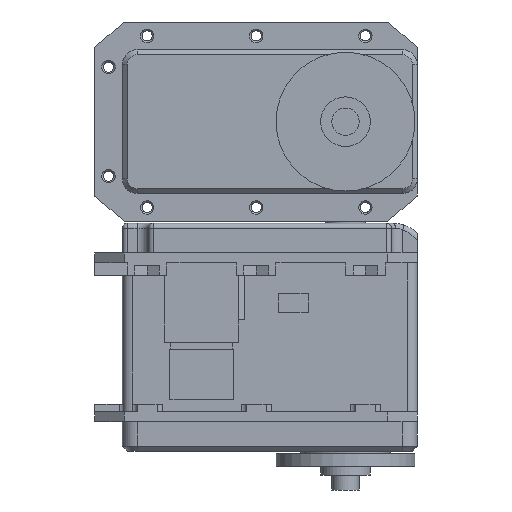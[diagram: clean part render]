
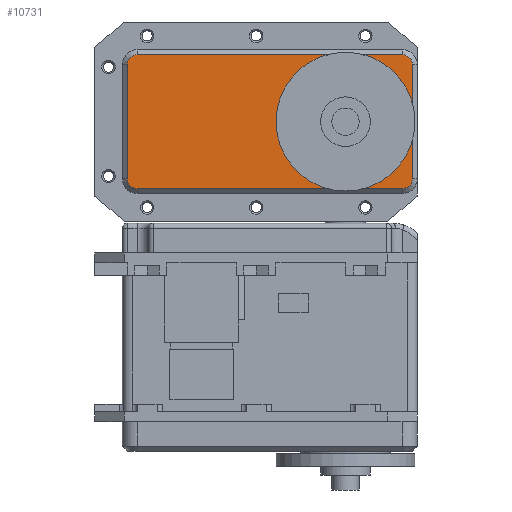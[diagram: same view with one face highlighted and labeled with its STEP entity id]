
A CAD part, front view. The second image highlights one B-rep face of the part: STEP entity #10731.
In plain terms, the highlighted face is planar.
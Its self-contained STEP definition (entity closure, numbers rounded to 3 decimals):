
#227=FACE_BOUND('',#900,.T.);
#309=FACE_OUTER_BOUND('',#899,.T.);
#899=EDGE_LOOP('',(#7093,#7094,#7095,#7096,#7097,#7098,#7099,#7100));
#900=EDGE_LOOP('',(#7101,#7102));
#1571=LINE('',#15448,#2819);
#1572=LINE('',#15452,#2820);
#1573=LINE('',#15456,#2821);
#1574=LINE('',#15459,#2822);
#2819=VECTOR('',#12303,23.);
#2820=VECTOR('',#12306,53.5);
#2821=VECTOR('',#12309,23.);
#2822=VECTOR('',#12312,53.5);
#4067=CIRCLE('',#11349,2.);
#4068=CIRCLE('',#11350,2.);
#4069=CIRCLE('',#11351,2.);
#4070=CIRCLE('',#11352,2.);
#4071=CIRCLE('',#11353,9.);
#4072=CIRCLE('',#11354,9.);
#4425=VERTEX_POINT('',#15444);
#4426=VERTEX_POINT('',#15445);
#4427=VERTEX_POINT('',#15447);
#4428=VERTEX_POINT('',#15449);
#4429=VERTEX_POINT('',#15451);
#4430=VERTEX_POINT('',#15453);
#4431=VERTEX_POINT('',#15455);
#4432=VERTEX_POINT('',#15457);
#4433=VERTEX_POINT('',#15460);
#4434=VERTEX_POINT('',#15461);
#5475=EDGE_CURVE('',#4425,#4426,#4067,.T.);
#5476=EDGE_CURVE('',#4426,#4427,#1571,.T.);
#5477=EDGE_CURVE('',#4427,#4428,#4068,.T.);
#5478=EDGE_CURVE('',#4428,#4429,#1572,.T.);
#5479=EDGE_CURVE('',#4429,#4430,#4069,.T.);
#5480=EDGE_CURVE('',#4430,#4431,#1573,.T.);
#5481=EDGE_CURVE('',#4431,#4432,#4070,.T.);
#5482=EDGE_CURVE('',#4432,#4425,#1574,.T.);
#5483=EDGE_CURVE('',#4433,#4434,#4071,.T.);
#5484=EDGE_CURVE('',#4434,#4433,#4072,.T.);
#7093=ORIENTED_EDGE('',*,*,#5475,.T.);
#7094=ORIENTED_EDGE('',*,*,#5476,.T.);
#7095=ORIENTED_EDGE('',*,*,#5477,.T.);
#7096=ORIENTED_EDGE('',*,*,#5478,.T.);
#7097=ORIENTED_EDGE('',*,*,#5479,.T.);
#7098=ORIENTED_EDGE('',*,*,#5480,.T.);
#7099=ORIENTED_EDGE('',*,*,#5481,.T.);
#7100=ORIENTED_EDGE('',*,*,#5482,.T.);
#7101=ORIENTED_EDGE('',*,*,#5483,.F.);
#7102=ORIENTED_EDGE('',*,*,#5484,.F.);
#10329=PLANE('',#11348);
#10731=ADVANCED_FACE('',(#309,#227),#10329,.T.);
#11348=AXIS2_PLACEMENT_3D('',#15443,#12299,#12300);
#11349=AXIS2_PLACEMENT_3D('',#15446,#12301,#12302);
#11350=AXIS2_PLACEMENT_3D('',#15450,#12304,#12305);
#11351=AXIS2_PLACEMENT_3D('',#15454,#12307,#12308);
#11352=AXIS2_PLACEMENT_3D('',#15458,#12310,#12311);
#11353=AXIS2_PLACEMENT_3D('',#15462,#12313,#12314);
#11354=AXIS2_PLACEMENT_3D('',#15463,#12315,#12316);
#12299=DIRECTION('center_axis',(0.,0.,1.));
#12300=DIRECTION('ref_axis',(1.,0.,0.));
#12301=DIRECTION('center_axis',(0.,0.,1.));
#12302=DIRECTION('ref_axis',(1.,0.,0.));
#12303=DIRECTION('',(-1.,0.,0.));
#12304=DIRECTION('center_axis',(0.,0.,1.));
#12305=DIRECTION('ref_axis',(0.,1.,0.));
#12306=DIRECTION('',(0.,-1.,0.));
#12307=DIRECTION('center_axis',(0.,0.,1.));
#12308=DIRECTION('ref_axis',(-1.,0.,0.));
#12309=DIRECTION('',(1.,0.,0.));
#12310=DIRECTION('center_axis',(0.,0.,1.));
#12311=DIRECTION('ref_axis',(0.,-1.,0.));
#12312=DIRECTION('',(0.,1.,0.));
#12313=DIRECTION('center_axis',(0.,0.,1.));
#12314=DIRECTION('ref_axis',(1.,0.,0.));
#12315=DIRECTION('center_axis',(0.,0.,1.));
#12316=DIRECTION('ref_axis',(1.,0.,0.));
#15443=CARTESIAN_POINT('Origin',(0.,0.,23.));
#15444=CARTESIAN_POINT('',(13.5,11.5,23.));
#15445=CARTESIAN_POINT('',(11.5,13.5,23.));
#15446=CARTESIAN_POINT('Origin',(11.5,11.5,23.));
#15447=CARTESIAN_POINT('',(-11.5,13.5,23.));
#15448=CARTESIAN_POINT('',(11.5,13.5,23.));
#15449=CARTESIAN_POINT('',(-13.5,11.5,23.));
#15450=CARTESIAN_POINT('Origin',(-11.5,11.5,23.));
#15451=CARTESIAN_POINT('',(-13.5,-42.,23.));
#15452=CARTESIAN_POINT('',(-13.5,11.5,23.));
#15453=CARTESIAN_POINT('',(-11.5,-44.,23.));
#15454=CARTESIAN_POINT('Origin',(-11.5,-42.,23.));
#15455=CARTESIAN_POINT('',(11.5,-44.,23.));
#15456=CARTESIAN_POINT('',(-11.5,-44.,23.));
#15457=CARTESIAN_POINT('',(13.5,-42.,23.));
#15458=CARTESIAN_POINT('Origin',(11.5,-42.,23.));
#15459=CARTESIAN_POINT('',(13.5,-42.,23.));
#15460=CARTESIAN_POINT('',(9.,0.,23.));
#15461=CARTESIAN_POINT('',(-9.,0.,23.));
#15462=CARTESIAN_POINT('Origin',(0.,0.,23.));
#15463=CARTESIAN_POINT('Origin',(0.,0.,23.));
